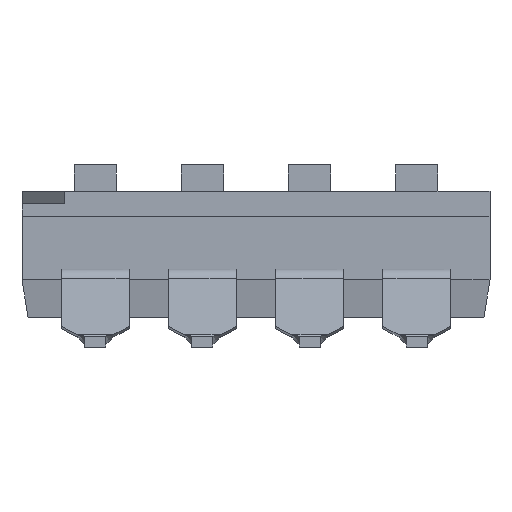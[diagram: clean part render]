
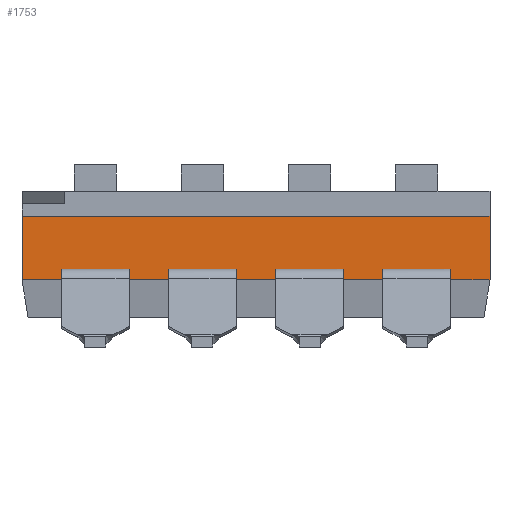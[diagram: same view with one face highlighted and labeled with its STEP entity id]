
A CAD part, front view. The second image highlights one B-rep face of the part: STEP entity #1753.
In plain terms, the highlighted planar face has unit normal (0, -1, 0).
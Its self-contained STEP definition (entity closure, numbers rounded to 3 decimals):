
#1753=ADVANCED_FACE('',(#2589),#13951,.T.);
#2589=FACE_OUTER_BOUND('',#3425,.T.);
#3425=EDGE_LOOP('',(#7732,#7733,#7734,#7735,#7736,#7737,#7738,#7739,#7740,
#7741,#7742,#7743,#7744,#7745,#7746,#7747,#7748,#7749,#7750,#7751,#7752,
#7753));
#7732=ORIENTED_EDGE('',*,*,#9679,.F.);
#7733=ORIENTED_EDGE('',*,*,#9675,.F.);
#7734=ORIENTED_EDGE('',*,*,#9680,.F.);
#7735=ORIENTED_EDGE('',*,*,#9987,.F.);
#7736=ORIENTED_EDGE('',*,*,#9787,.T.);
#7737=ORIENTED_EDGE('',*,*,#9700,.F.);
#7738=ORIENTED_EDGE('',*,*,#9798,.T.);
#7739=ORIENTED_EDGE('',*,*,#9797,.T.);
#7740=ORIENTED_EDGE('',*,*,#9799,.T.);
#7741=ORIENTED_EDGE('',*,*,#9699,.F.);
#7742=ORIENTED_EDGE('',*,*,#9795,.T.);
#7743=ORIENTED_EDGE('',*,*,#9794,.T.);
#7744=ORIENTED_EDGE('',*,*,#9796,.T.);
#7745=ORIENTED_EDGE('',*,*,#9698,.F.);
#7746=ORIENTED_EDGE('',*,*,#9792,.T.);
#7747=ORIENTED_EDGE('',*,*,#9791,.T.);
#7748=ORIENTED_EDGE('',*,*,#9793,.T.);
#7749=ORIENTED_EDGE('',*,*,#9697,.F.);
#7750=ORIENTED_EDGE('',*,*,#9789,.T.);
#7751=ORIENTED_EDGE('',*,*,#9788,.T.);
#7752=ORIENTED_EDGE('',*,*,#9790,.T.);
#7753=ORIENTED_EDGE('',*,*,#9995,.F.);
#9675=EDGE_CURVE('',#13172,#13177,#11554,.T.);
#9679=EDGE_CURVE('',#13177,#13182,#11558,.T.);
#9680=EDGE_CURVE('',#13178,#13172,#11559,.T.);
#9697=EDGE_CURVE('',#13200,#13201,#11576,.T.);
#9698=EDGE_CURVE('',#13202,#13203,#11577,.T.);
#9699=EDGE_CURVE('',#13204,#13205,#11578,.T.);
#9700=EDGE_CURVE('',#13206,#13198,#11579,.T.);
#9787=EDGE_CURVE('',#13185,#13198,#11666,.T.);
#9788=EDGE_CURVE('',#13286,#13287,#11667,.T.);
#9789=EDGE_CURVE('',#13200,#13286,#11668,.T.);
#9790=EDGE_CURVE('',#13287,#13199,#11669,.T.);
#9791=EDGE_CURVE('',#13288,#13289,#11670,.T.);
#9792=EDGE_CURVE('',#13202,#13288,#11671,.T.);
#9793=EDGE_CURVE('',#13289,#13201,#11672,.T.);
#9794=EDGE_CURVE('',#13290,#13291,#11673,.T.);
#9795=EDGE_CURVE('',#13204,#13290,#11674,.T.);
#9796=EDGE_CURVE('',#13291,#13203,#11675,.T.);
#9797=EDGE_CURVE('',#13293,#13292,#11676,.T.);
#9798=EDGE_CURVE('',#13206,#13293,#11677,.T.);
#9799=EDGE_CURVE('',#13292,#13205,#11678,.T.);
#9987=EDGE_CURVE('',#13185,#13178,#11864,.T.);
#9995=EDGE_CURVE('',#13182,#13199,#11872,.T.);
#11554=B_SPLINE_CURVE_WITH_KNOTS('',1,(#26337,#26338),.UNSPECIFIED.,.F.,
 .F.,(2,2),(-1.5,0.),.UNSPECIFIED.);
#11558=B_SPLINE_CURVE_WITH_KNOTS('',1,(#26345,#26346),.UNSPECIFIED.,.F.,
 .F.,(2,2),(-0.94,-0.61),.UNSPECIFIED.);
#11559=B_SPLINE_CURVE_WITH_KNOTS('',1,(#26347,#26348),.UNSPECIFIED.,.F.,
 .F.,(2,2),(20.93,21.26),.UNSPECIFIED.);
#11576=B_SPLINE_CURVE_WITH_KNOTS('',1,(#26383,#26384),.UNSPECIFIED.,.F.,
 .F.,(2,2),(-0.94,0.),.UNSPECIFIED.);
#11577=B_SPLINE_CURVE_WITH_KNOTS('',1,(#26385,#26386),.UNSPECIFIED.,.F.,
 .F.,(2,2),(-0.94,0.),.UNSPECIFIED.);
#11578=B_SPLINE_CURVE_WITH_KNOTS('',1,(#26387,#26388),.UNSPECIFIED.,.F.,
 .F.,(2,2),(-0.94,0.),.UNSPECIFIED.);
#11579=B_SPLINE_CURVE_WITH_KNOTS('',1,(#26389,#26390),.UNSPECIFIED.,.F.,
 .F.,(2,2),(-0.94,0.),.UNSPECIFIED.);
#11666=B_SPLINE_CURVE_WITH_KNOTS('',1,(#26563,#26564),.UNSPECIFIED.,.F.,
 .F.,(2,2),(-1.5,0.),.UNSPECIFIED.);
#11667=B_SPLINE_CURVE_WITH_KNOTS('',1,(#26565,#26566),.UNSPECIFIED.,.F.,
 .F.,(2,2),(0.,1.6),.UNSPECIFIED.);
#11668=B_SPLINE_CURVE_WITH_KNOTS('',1,(#26567,#26568),.UNSPECIFIED.,.F.,
 .F.,(2,2),(0.,0.25),.UNSPECIFIED.);
#11669=B_SPLINE_CURVE_WITH_KNOTS('',1,(#26569,#26570),.UNSPECIFIED.,.F.,
 .F.,(2,2),(-0.25,0.),.UNSPECIFIED.);
#11670=B_SPLINE_CURVE_WITH_KNOTS('',1,(#26571,#26572),.UNSPECIFIED.,.F.,
 .F.,(2,2),(0.,1.6),.UNSPECIFIED.);
#11671=B_SPLINE_CURVE_WITH_KNOTS('',1,(#26573,#26574),.UNSPECIFIED.,.F.,
 .F.,(2,2),(0.,0.25),.UNSPECIFIED.);
#11672=B_SPLINE_CURVE_WITH_KNOTS('',1,(#26575,#26576),.UNSPECIFIED.,.F.,
 .F.,(2,2),(-0.25,0.),.UNSPECIFIED.);
#11673=B_SPLINE_CURVE_WITH_KNOTS('',1,(#26577,#26578),.UNSPECIFIED.,.F.,
 .F.,(2,2),(0.,1.6),.UNSPECIFIED.);
#11674=B_SPLINE_CURVE_WITH_KNOTS('',1,(#26579,#26580),.UNSPECIFIED.,.F.,
 .F.,(2,2),(0.,0.25),.UNSPECIFIED.);
#11675=B_SPLINE_CURVE_WITH_KNOTS('',1,(#26581,#26582),.UNSPECIFIED.,.F.,
 .F.,(2,2),(-0.25,0.),.UNSPECIFIED.);
#11676=B_SPLINE_CURVE_WITH_KNOTS('',1,(#26583,#26584),.UNSPECIFIED.,.F.,
 .F.,(2,2),(0.,1.6),.UNSPECIFIED.);
#11677=B_SPLINE_CURVE_WITH_KNOTS('',1,(#26585,#26586),.UNSPECIFIED.,.F.,
 .F.,(2,2),(0.,0.25),.UNSPECIFIED.);
#11678=B_SPLINE_CURVE_WITH_KNOTS('',1,(#26587,#26588),.UNSPECIFIED.,.F.,
 .F.,(2,2),(-0.25,0.),.UNSPECIFIED.);
#11864=B_SPLINE_CURVE_WITH_KNOTS('',1,(#26969,#26970),.UNSPECIFIED.,.F.,
 .F.,(2,2),(0.,10.77),.UNSPECIFIED.);
#11872=B_SPLINE_CURVE_WITH_KNOTS('',1,(#26985,#26986),.UNSPECIFIED.,.F.,
 .F.,(2,2),(-0.61,0.),.UNSPECIFIED.);
#13172=VERTEX_POINT('',#26116);
#13177=VERTEX_POINT('',#26121);
#13178=VERTEX_POINT('',#26122);
#13182=VERTEX_POINT('',#26126);
#13185=VERTEX_POINT('',#26129);
#13198=VERTEX_POINT('',#26142);
#13199=VERTEX_POINT('',#26143);
#13200=VERTEX_POINT('',#26144);
#13201=VERTEX_POINT('',#26145);
#13202=VERTEX_POINT('',#26146);
#13203=VERTEX_POINT('',#26147);
#13204=VERTEX_POINT('',#26148);
#13205=VERTEX_POINT('',#26149);
#13206=VERTEX_POINT('',#26150);
#13286=VERTEX_POINT('',#26230);
#13287=VERTEX_POINT('',#26231);
#13288=VERTEX_POINT('',#26232);
#13289=VERTEX_POINT('',#26233);
#13290=VERTEX_POINT('',#26234);
#13291=VERTEX_POINT('',#26235);
#13292=VERTEX_POINT('',#26236);
#13293=VERTEX_POINT('',#26237);
#13951=PLANE('',#14540);
#14540=AXIS2_PLACEMENT_3D('',#26115,#15113,$);
#15113=DIRECTION('',(0.,-1.,0.));
#26115=CARTESIAN_POINT('',(-5.661,-3.1,1.62));
#26116=CARTESIAN_POINT('',(5.55,-3.1,3.135));
#26121=CARTESIAN_POINT('',(5.55,-3.1,1.635));
#26122=CARTESIAN_POINT('',(5.22,-3.1,3.135));
#26126=CARTESIAN_POINT('',(5.22,-3.1,1.635));
#26129=CARTESIAN_POINT('',(-5.55,-3.1,3.135));
#26142=CARTESIAN_POINT('',(-5.55,-3.1,1.635));
#26143=CARTESIAN_POINT('',(4.61,-3.1,1.635));
#26144=CARTESIAN_POINT('',(3.01,-3.1,1.635));
#26145=CARTESIAN_POINT('',(2.07,-3.1,1.635));
#26146=CARTESIAN_POINT('',(0.47,-3.1,1.635));
#26147=CARTESIAN_POINT('',(-0.47,-3.1,1.635));
#26148=CARTESIAN_POINT('',(-2.07,-3.1,1.635));
#26149=CARTESIAN_POINT('',(-3.01,-3.1,1.635));
#26150=CARTESIAN_POINT('',(-4.61,-3.1,1.635));
#26230=CARTESIAN_POINT('',(3.01,-3.1,1.885));
#26231=CARTESIAN_POINT('',(4.61,-3.1,1.885));
#26232=CARTESIAN_POINT('',(0.47,-3.1,1.885));
#26233=CARTESIAN_POINT('',(2.07,-3.1,1.885));
#26234=CARTESIAN_POINT('',(-2.07,-3.1,1.885));
#26235=CARTESIAN_POINT('',(-0.47,-3.1,1.885));
#26236=CARTESIAN_POINT('',(-3.01,-3.1,1.885));
#26237=CARTESIAN_POINT('',(-4.61,-3.1,1.885));
#26337=CARTESIAN_POINT('',(5.55,-3.1,3.135));
#26338=CARTESIAN_POINT('',(5.55,-3.1,1.635));
#26345=CARTESIAN_POINT('',(5.55,-3.1,1.635));
#26346=CARTESIAN_POINT('',(5.22,-3.1,1.635));
#26347=CARTESIAN_POINT('',(5.22,-3.1,3.135));
#26348=CARTESIAN_POINT('',(5.55,-3.1,3.135));
#26383=CARTESIAN_POINT('',(3.01,-3.1,1.635));
#26384=CARTESIAN_POINT('',(2.07,-3.1,1.635));
#26385=CARTESIAN_POINT('',(0.47,-3.1,1.635));
#26386=CARTESIAN_POINT('',(-0.47,-3.1,1.635));
#26387=CARTESIAN_POINT('',(-2.07,-3.1,1.635));
#26388=CARTESIAN_POINT('',(-3.01,-3.1,1.635));
#26389=CARTESIAN_POINT('',(-4.61,-3.1,1.635));
#26390=CARTESIAN_POINT('',(-5.55,-3.1,1.635));
#26563=CARTESIAN_POINT('',(-5.55,-3.1,3.135));
#26564=CARTESIAN_POINT('',(-5.55,-3.1,1.635));
#26565=CARTESIAN_POINT('',(3.01,-3.1,1.885));
#26566=CARTESIAN_POINT('',(4.61,-3.1,1.885));
#26567=CARTESIAN_POINT('',(3.01,-3.1,1.635));
#26568=CARTESIAN_POINT('',(3.01,-3.1,1.885));
#26569=CARTESIAN_POINT('',(4.61,-3.1,1.885));
#26570=CARTESIAN_POINT('',(4.61,-3.1,1.635));
#26571=CARTESIAN_POINT('',(0.47,-3.1,1.885));
#26572=CARTESIAN_POINT('',(2.07,-3.1,1.885));
#26573=CARTESIAN_POINT('',(0.47,-3.1,1.635));
#26574=CARTESIAN_POINT('',(0.47,-3.1,1.885));
#26575=CARTESIAN_POINT('',(2.07,-3.1,1.885));
#26576=CARTESIAN_POINT('',(2.07,-3.1,1.635));
#26577=CARTESIAN_POINT('',(-2.07,-3.1,1.885));
#26578=CARTESIAN_POINT('',(-0.47,-3.1,1.885));
#26579=CARTESIAN_POINT('',(-2.07,-3.1,1.635));
#26580=CARTESIAN_POINT('',(-2.07,-3.1,1.885));
#26581=CARTESIAN_POINT('',(-0.47,-3.1,1.885));
#26582=CARTESIAN_POINT('',(-0.47,-3.1,1.635));
#26583=CARTESIAN_POINT('',(-4.61,-3.1,1.885));
#26584=CARTESIAN_POINT('',(-3.01,-3.1,1.885));
#26585=CARTESIAN_POINT('',(-4.61,-3.1,1.635));
#26586=CARTESIAN_POINT('',(-4.61,-3.1,1.885));
#26587=CARTESIAN_POINT('',(-3.01,-3.1,1.885));
#26588=CARTESIAN_POINT('',(-3.01,-3.1,1.635));
#26969=CARTESIAN_POINT('',(-5.55,-3.1,3.135));
#26970=CARTESIAN_POINT('',(5.22,-3.1,3.135));
#26985=CARTESIAN_POINT('',(5.22,-3.1,1.635));
#26986=CARTESIAN_POINT('',(4.61,-3.1,1.635));
